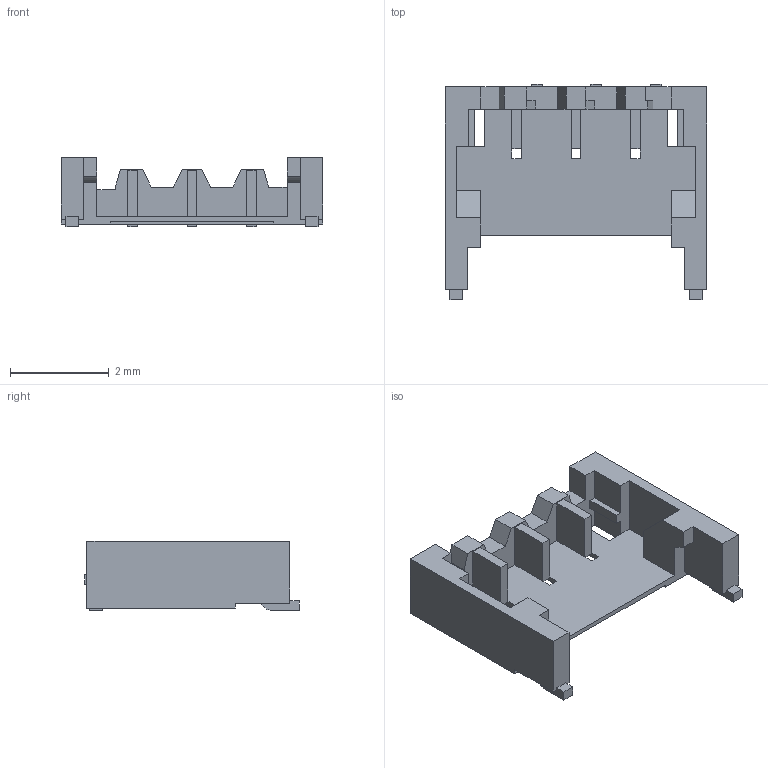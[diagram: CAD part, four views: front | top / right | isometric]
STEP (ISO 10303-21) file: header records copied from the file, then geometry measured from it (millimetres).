
FILE_DESCRIPTION(('CoCreate Modeling STEP Export'),'2;1');
FILE_NAME('DF57H-3P-1.2V.stp','2013-06-10T10:52:02',(''),(''),'CoCreate Modeling STEP processor for AP214 (Solid Model)','CoCreate Modeling 17.0 01-Apr-2010 (C) Parametric Technology GmbH','');
FILE_SCHEMA(('AUTOMOTIVE_DESIGN { 1 0 10303 214 1 1 1 1 }'));
Length unit declared in the file: millimetre
Products named in the file (1): DF57H-3P-1.2V
Bounding box: 5.3 x 4.35 x 1.4 mm (x, y, z)
Volume: 8.4 mm3; surface area: 74.8 mm2
Topology: 1 solids, 1 shells, 170 faces, 494 edges, 324 vertices
Faces by surface type: plane 157, cylinder 13
Entity records: 5494 total; most frequent: ORIENTED_EDGE 988, CARTESIAN_POINT 983, DIRECTION 843, EDGE_CURVE 494, VECTOR 467, LINE 467, VERTEX_POINT 324, AXIS2_PLACEMENT_3D 188
